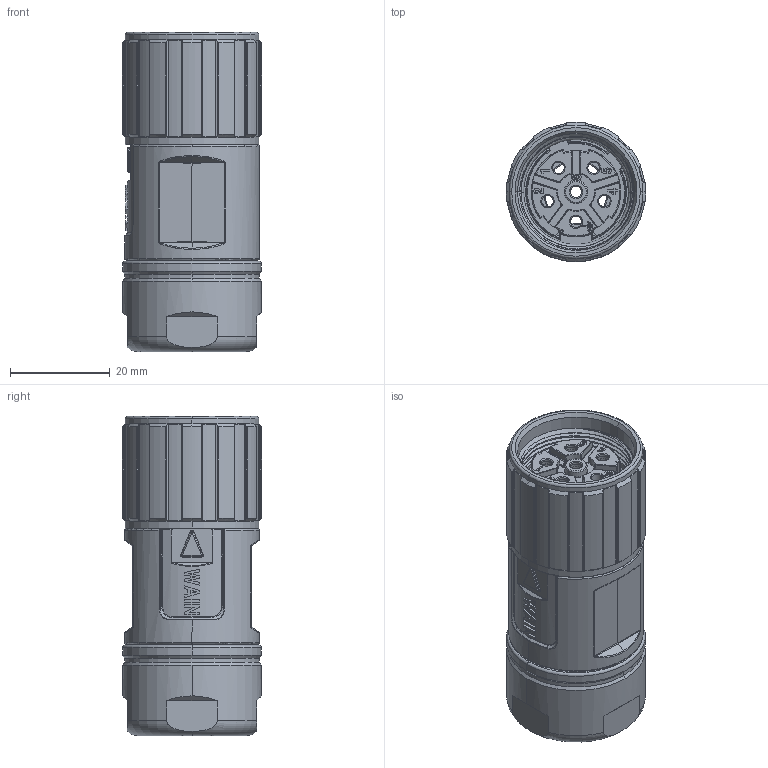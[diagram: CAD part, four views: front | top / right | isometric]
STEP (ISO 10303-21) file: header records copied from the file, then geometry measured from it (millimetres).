
FILE_DESCRIPTION((''),'2;1');
FILE_NAME('12','2017-08-31T',('hq.zhang'),(''),'PRO/ENGINEER BY PARAMETRIC TECHNOLOGY CORPORATION, 2012480','PRO/ENGINEER BY PARAMETRIC TECHNOLOGY CORPORATION, 2012480','');
FILE_SCHEMA(('AUTOMOTIVE_DESIGN { 1 0 10303 214 1 1 1 1 }'));
Products named in the file (1): 12
Bounding box: 28 x 27.97 x 64 mm (x, y, z)
Volume: 20931.5 mm3; surface area: 30270.7 mm2
Topology: 1 solids, 3 shells, 2347 faces, 6467 edges, 4124 vertices
Faces by surface type: plane 695, cylinder 628, cone 348, torus 309, bspline 287, extrusion 53, sphere 27
Entity records: 105374 total; most frequent: CARTESIAN_POINT 48659, ORIENTED_EDGE 12930, DIRECTION 10634, EDGE_CURVE 6465, AXIS2_PLACEMENT_3D 4134, VERTEX_POINT 4124, EDGE_LOOP 2461, VECTOR 2366
